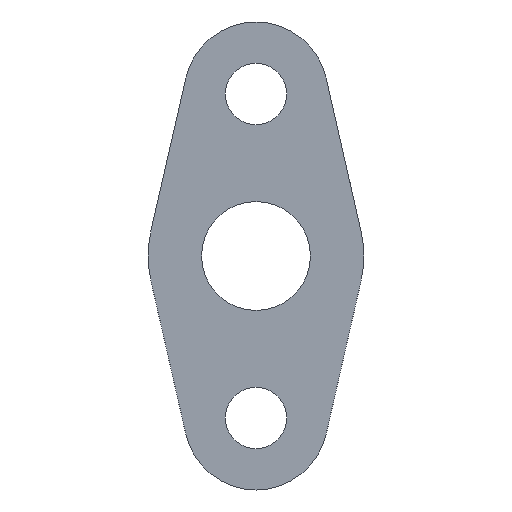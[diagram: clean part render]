
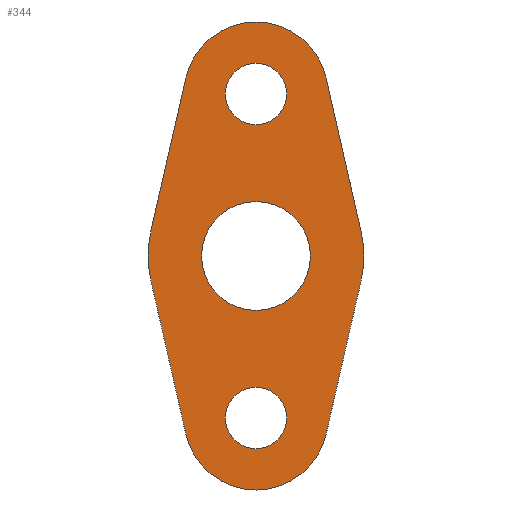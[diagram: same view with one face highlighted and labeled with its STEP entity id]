
A CAD part, front view. The second image highlights one B-rep face of the part: STEP entity #344.
In plain terms, the highlighted planar face has unit normal (0, -1, 0).
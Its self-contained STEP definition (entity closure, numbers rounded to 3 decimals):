
#3 = VECTOR ( 'NONE', #257, 1000. ) ;
#5 = CARTESIAN_POINT ( 'NONE',  ( 0., 0., -7.3 ) ) ;
#6 = EDGE_LOOP ( 'NONE', ( #445, #267 ) ) ;
#8 = CARTESIAN_POINT ( 'NONE',  ( -3.9, 0., 9.889 ) ) ;
#17 = EDGE_CURVE ( 'NONE', #633, #540, #480, .T. ) ;
#27 = CARTESIAN_POINT ( 'NONE',  ( 0., 0., 9. ) ) ;
#28 = CIRCLE ( 'NONE', #330, 6. ) ;
#33 = VERTEX_POINT ( 'NONE', #176 ) ;
#37 = DIRECTION ( 'NONE',  ( 0., 0., 1. ) ) ;
#38 = VERTEX_POINT ( 'NONE', #119 ) ;
#39 = VECTOR ( 'NONE', #616, 1000. ) ;
#42 = AXIS2_PLACEMENT_3D ( 'NONE', #258, #606, #308 ) ;
#43 = FACE_BOUND ( 'NONE', #6, .T. ) ;
#47 = ORIENTED_EDGE ( 'NONE', *, *, #364, .F. ) ;
#50 = ORIENTED_EDGE ( 'NONE', *, *, #188, .F. ) ;
#55 = FACE_BOUND ( 'NONE', #454, .T. ) ;
#57 = CARTESIAN_POINT ( 'NONE',  ( 5.85, 0., 1.333 ) ) ;
#58 = AXIS2_PLACEMENT_3D ( 'NONE', #100, #648, #175 ) ;
#65 = VERTEX_POINT ( 'NONE', #171 ) ;
#76 = DIRECTION ( 'NONE',  ( 0., 0., 1. ) ) ;
#83 = EDGE_CURVE ( 'NONE', #543, #470, #192, .T. ) ;
#86 = CARTESIAN_POINT ( 'NONE',  ( 0., 0., -9. ) ) ;
#100 = CARTESIAN_POINT ( 'NONE',  ( 0., 0., 0. ) ) ;
#102 = ORIENTED_EDGE ( 'NONE', *, *, #83, .F. ) ;
#118 = VERTEX_POINT ( 'NONE', #368 ) ;
#119 = CARTESIAN_POINT ( 'NONE',  ( -3.9, 0., -9.889 ) ) ;
#129 = CIRCLE ( 'NONE', #469, 4. ) ;
#132 = DIRECTION ( 'NONE',  ( 0., 1., 0. ) ) ;
#138 = LINE ( 'NONE', #362, #3 ) ;
#142 = ORIENTED_EDGE ( 'NONE', *, *, #387, .F. ) ;
#143 = DIRECTION ( 'NONE',  ( 0., 0., 1. ) ) ;
#147 = CARTESIAN_POINT ( 'NONE',  ( 0., 0., 3.025 ) ) ;
#150 = CARTESIAN_POINT ( 'NONE',  ( 3.9, 0., -9.889 ) ) ;
#171 = CARTESIAN_POINT ( 'NONE',  ( 0., 0., -10.7 ) ) ;
#175 = DIRECTION ( 'NONE',  ( 0., 0., 1. ) ) ;
#176 = CARTESIAN_POINT ( 'NONE',  ( -5.85, 0., -1.333 ) ) ;
#179 = CIRCLE ( 'NONE', #261, 4. ) ;
#182 = CARTESIAN_POINT ( 'NONE',  ( 0., 0., 0. ) ) ;
#183 = DIRECTION ( 'NONE',  ( 0., 0., -1. ) ) ;
#184 = DIRECTION ( 'NONE',  ( -0.222, 0., 0.975 ) ) ;
#185 = ORIENTED_EDGE ( 'NONE', *, *, #198, .T. ) ;
#186 = DIRECTION ( 'NONE',  ( 0., 0., 1. ) ) ;
#187 = VERTEX_POINT ( 'NONE', #8 ) ;
#188 = EDGE_CURVE ( 'NONE', #320, #638, #138, .T. ) ;
#192 = LINE ( 'NONE', #221, #39 ) ;
#194 = ORIENTED_EDGE ( 'NONE', *, *, #291, .F. ) ;
#198 = EDGE_CURVE ( 'NONE', #540, #633, #271, .T. ) ;
#200 = DIRECTION ( 'NONE',  ( 0., 1., 0. ) ) ;
#201 = VERTEX_POINT ( 'NONE', #580 ) ;
#202 = CARTESIAN_POINT ( 'NONE',  ( 0., 0., -13. ) ) ;
#205 = VERTEX_POINT ( 'NONE', #5 ) ;
#206 = EDGE_CURVE ( 'NONE', #38, #33, #524, .T. ) ;
#213 = CARTESIAN_POINT ( 'NONE',  ( 0., 0., -3.025 ) ) ;
#221 = CARTESIAN_POINT ( 'NONE',  ( 3.9, 0., -9.889 ) ) ;
#229 = DIRECTION ( 'NONE',  ( 0., 0., 1. ) ) ;
#231 = CARTESIAN_POINT ( 'NONE',  ( 0., 0., 9. ) ) ;
#233 = EDGE_CURVE ( 'NONE', #118, #609, #236, .T. ) ;
#235 = DIRECTION ( 'NONE',  ( 0., 1., 0. ) ) ;
#236 = CIRCLE ( 'NONE', #576, 1.7 ) ;
#242 = DIRECTION ( 'NONE',  ( 0., 1., 0. ) ) ;
#248 = LINE ( 'NONE', #527, #499 ) ;
#251 = DIRECTION ( 'NONE',  ( 0., 1., 0. ) ) ;
#257 = DIRECTION ( 'NONE',  ( 0.222, 0., -0.975 ) ) ;
#258 = CARTESIAN_POINT ( 'NONE',  ( 0., 0., 9. ) ) ;
#261 = AXIS2_PLACEMENT_3D ( 'NONE', #86, #235, #37 ) ;
#267 = ORIENTED_EDGE ( 'NONE', *, *, #233, .T. ) ;
#269 = ORIENTED_EDGE ( 'NONE', *, *, #442, .F. ) ;
#271 = CIRCLE ( 'NONE', #340, 3.025 ) ;
#280 = CARTESIAN_POINT ( 'NONE',  ( -5.85, 0., -1.333 ) ) ;
#286 = DIRECTION ( 'NONE',  ( 0., 1., 0. ) ) ;
#291 = EDGE_CURVE ( 'NONE', #33, #201, #326, .T. ) ;
#292 = AXIS2_PLACEMENT_3D ( 'NONE', #481, #251, #404 ) ;
#293 = DIRECTION ( 'NONE',  ( 0., 0., 1. ) ) ;
#308 = DIRECTION ( 'NONE',  ( 0., 0., 1. ) ) ;
#310 = FACE_BOUND ( 'NONE', #570, .T. ) ;
#315 = ORIENTED_EDGE ( 'NONE', *, *, #457, .F. ) ;
#320 = VERTEX_POINT ( 'NONE', #455 ) ;
#323 = DIRECTION ( 'NONE',  ( 0., 1., 0. ) ) ;
#326 = CIRCLE ( 'NONE', #58, 6. ) ;
#328 = PLANE ( 'NONE',  #292 ) ;
#330 = AXIS2_PLACEMENT_3D ( 'NONE', #589, #286, #183 ) ;
#331 = DIRECTION ( 'NONE',  ( 0., 1., 0. ) ) ;
#340 = AXIS2_PLACEMENT_3D ( 'NONE', #182, #533, #229 ) ;
#344 = ADVANCED_FACE ( 'NONE', ( #55, #310, #43, #577 ), #328, .F. ) ;
#360 = CARTESIAN_POINT ( 'NONE',  ( 0., 0., 10.7 ) ) ;
#362 = CARTESIAN_POINT ( 'NONE',  ( 5.85, 0., 1.333 ) ) ;
#364 = EDGE_CURVE ( 'NONE', #489, #38, #179, .T. ) ;
#368 = CARTESIAN_POINT ( 'NONE',  ( 0., 0., 7.3 ) ) ;
#379 = DIRECTION ( 'NONE',  ( 0., 1., 0. ) ) ;
#382 = CIRCLE ( 'NONE', #464, 1.7 ) ;
#387 = EDGE_CURVE ( 'NONE', #638, #543, #28, .T. ) ;
#392 = CARTESIAN_POINT ( 'NONE',  ( 0., 0., -9. ) ) ;
#396 = CARTESIAN_POINT ( 'NONE',  ( 5.85, 0., -1.333 ) ) ;
#404 = DIRECTION ( 'NONE',  ( 0., 0., 1. ) ) ;
#434 = DIRECTION ( 'NONE',  ( 0.222, 0., 0.975 ) ) ;
#442 = EDGE_CURVE ( 'NONE', #187, #320, #129, .T. ) ;
#443 = ORIENTED_EDGE ( 'NONE', *, *, #473, .T. ) ;
#444 = EDGE_LOOP ( 'NONE', ( #194, #569, #47, #478, #102, #142, #50, #269, #315 ) ) ;
#445 = ORIENTED_EDGE ( 'NONE', *, *, #631, .T. ) ;
#454 = EDGE_LOOP ( 'NONE', ( #541, #185 ) ) ;
#455 = CARTESIAN_POINT ( 'NONE',  ( 3.9, 0., 9.889 ) ) ;
#457 = EDGE_CURVE ( 'NONE', #201, #187, #248, .T. ) ;
#464 = AXIS2_PLACEMENT_3D ( 'NONE', #392, #331, #143 ) ;
#469 = AXIS2_PLACEMENT_3D ( 'NONE', #27, #379, #76 ) ;
#470 = VERTEX_POINT ( 'NONE', #150 ) ;
#473 = EDGE_CURVE ( 'NONE', #65, #205, #518, .T. ) ;
#478 = ORIENTED_EDGE ( 'NONE', *, *, #501, .F. ) ;
#480 = CIRCLE ( 'NONE', #558, 3.025 ) ;
#481 = CARTESIAN_POINT ( 'NONE',  ( 0., 0., 0. ) ) ;
#489 = VERTEX_POINT ( 'NONE', #202 ) ;
#495 = AXIS2_PLACEMENT_3D ( 'NONE', #497, #200, #550 ) ;
#497 = CARTESIAN_POINT ( 'NONE',  ( 0., 0., -9. ) ) ;
#499 = VECTOR ( 'NONE', #434, 1000. ) ;
#501 = EDGE_CURVE ( 'NONE', #470, #489, #612, .T. ) ;
#506 = VECTOR ( 'NONE', #184, 1000. ) ;
#513 = EDGE_CURVE ( 'NONE', #205, #65, #382, .T. ) ;
#518 = CIRCLE ( 'NONE', #536, 1.7 ) ;
#524 = LINE ( 'NONE', #280, #506 ) ;
#526 = ORIENTED_EDGE ( 'NONE', *, *, #513, .T. ) ;
#527 = CARTESIAN_POINT ( 'NONE',  ( -3.9, 0., 9.889 ) ) ;
#528 = CARTESIAN_POINT ( 'NONE',  ( 0., 0., 0. ) ) ;
#533 = DIRECTION ( 'NONE',  ( 0., 1., 0. ) ) ;
#536 = AXIS2_PLACEMENT_3D ( 'NONE', #595, #242, #293 ) ;
#540 = VERTEX_POINT ( 'NONE', #147 ) ;
#541 = ORIENTED_EDGE ( 'NONE', *, *, #17, .T. ) ;
#543 = VERTEX_POINT ( 'NONE', #396 ) ;
#550 = DIRECTION ( 'NONE',  ( 0., 0., 1. ) ) ;
#558 = AXIS2_PLACEMENT_3D ( 'NONE', #528, #323, #619 ) ;
#569 = ORIENTED_EDGE ( 'NONE', *, *, #206, .F. ) ;
#570 = EDGE_LOOP ( 'NONE', ( #526, #443 ) ) ;
#576 = AXIS2_PLACEMENT_3D ( 'NONE', #231, #132, #186 ) ;
#577 = FACE_OUTER_BOUND ( 'NONE', #444, .T. ) ;
#580 = CARTESIAN_POINT ( 'NONE',  ( -5.85, 0., 1.333 ) ) ;
#589 = CARTESIAN_POINT ( 'NONE',  ( 0., 0., 0. ) ) ;
#595 = CARTESIAN_POINT ( 'NONE',  ( 0., 0., -9. ) ) ;
#605 = CIRCLE ( 'NONE', #42, 1.7 ) ;
#606 = DIRECTION ( 'NONE',  ( 0., 1., 0. ) ) ;
#609 = VERTEX_POINT ( 'NONE', #360 ) ;
#612 = CIRCLE ( 'NONE', #495, 4. ) ;
#616 = DIRECTION ( 'NONE',  ( -0.222, 0., -0.975 ) ) ;
#619 = DIRECTION ( 'NONE',  ( 0., 0., 1. ) ) ;
#631 = EDGE_CURVE ( 'NONE', #609, #118, #605, .T. ) ;
#633 = VERTEX_POINT ( 'NONE', #213 ) ;
#638 = VERTEX_POINT ( 'NONE', #57 ) ;
#648 = DIRECTION ( 'NONE',  ( 0., 1., 0. ) ) ;
